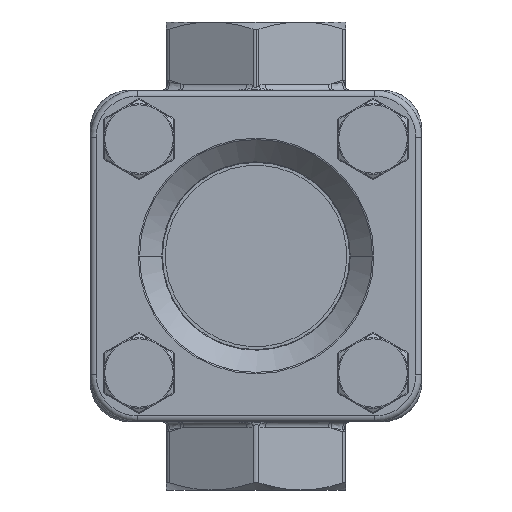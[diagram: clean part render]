
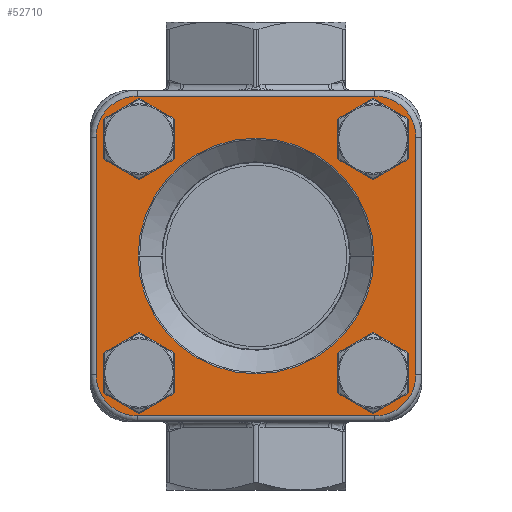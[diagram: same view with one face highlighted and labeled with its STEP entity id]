
A CAD part, front view. The second image highlights one B-rep face of the part: STEP entity #52710.
In plain terms, the highlighted planar face has unit normal (0, -1, 0).
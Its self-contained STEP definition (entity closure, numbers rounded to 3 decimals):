
#52508=CARTESIAN_POINT('',(-30.5,-50.7,-30.5));
#52509=DIRECTION('',(0.,1.,-0.));
#52510=DIRECTION('',(1.,0.,0.));
#52511=AXIS2_PLACEMENT_3D('',#52508,#52509,#52510);
#52512=PLANE('',#52511);
#52513=CARTESIAN_POINT('',(-41.,-50.7,-30.5));
#52514=VERTEX_POINT('',#52513);
#52515=CARTESIAN_POINT('',(-41.,-50.7,30.5));
#52516=VERTEX_POINT('',#52515);
#52517=CARTESIAN_POINT('',(-41.,-50.7,-30.5));
#52518=DIRECTION('',(-0.,0.,1.));
#52519=VECTOR('',#52518,61.);
#52520=LINE('',#52517,#52519);
#52521=EDGE_CURVE('NONE',#52514,#52516,#52520,.T.);
#52522=ORIENTED_EDGE('',*,*,#52521,.F.);
#52523=CARTESIAN_POINT('',(-30.5,-50.7,-41.));
#52524=VERTEX_POINT('',#52523);
#52525=CARTESIAN_POINT('',(-30.5,-50.7,-30.5));
#52526=DIRECTION('',(0.,1.,-0.));
#52527=DIRECTION('',(1.,0.,0.));
#52528=AXIS2_PLACEMENT_3D('',#52525,#52526,#52527);
#52529=CIRCLE('',#52528,10.5);
#52530=EDGE_CURVE('NONE',#52524,#52514,#52529,.T.);
#52531=ORIENTED_EDGE('',*,*,#52530,.F.);
#52532=CARTESIAN_POINT('',(30.5,-50.7,-41.));
#52533=VERTEX_POINT('',#52532);
#52534=CARTESIAN_POINT('',(30.5,-50.7,-41.));
#52535=DIRECTION('',(-1.,-0.,-0.));
#52536=VECTOR('',#52535,61.);
#52537=LINE('',#52534,#52536);
#52538=EDGE_CURVE('NONE',#52533,#52524,#52537,.T.);
#52539=ORIENTED_EDGE('',*,*,#52538,.F.);
#52540=CARTESIAN_POINT('',(41.,-50.7,-30.5));
#52541=VERTEX_POINT('',#52540);
#52542=CARTESIAN_POINT('',(41.,-50.7,-30.5));
#52543=CARTESIAN_POINT('',(41.,-50.7,-30.844));
#52544=CARTESIAN_POINT('',(40.983,-50.7,-31.187));
#52545=CARTESIAN_POINT('',(40.949,-50.7,-31.529));
#52546=CARTESIAN_POINT('',(40.916,-50.7,-31.871));
#52547=CARTESIAN_POINT('',(40.865,-50.7,-32.211));
#52548=CARTESIAN_POINT('',(40.798,-50.7,-32.548));
#52549=CARTESIAN_POINT('',(40.731,-50.7,-32.885));
#52550=CARTESIAN_POINT('',(40.648,-50.7,-33.219));
#52551=CARTESIAN_POINT('',(40.548,-50.7,-33.548));
#52552=CARTESIAN_POINT('',(40.448,-50.7,-33.877));
#52553=CARTESIAN_POINT('',(40.332,-50.7,-34.201));
#52554=CARTESIAN_POINT('',(40.201,-50.7,-34.518));
#52555=CARTESIAN_POINT('',(40.069,-50.7,-34.836));
#52556=CARTESIAN_POINT('',(39.922,-50.7,-35.147));
#52557=CARTESIAN_POINT('',(39.76,-50.7,-35.45));
#52558=CARTESIAN_POINT('',(39.598,-50.7,-35.753));
#52559=CARTESIAN_POINT('',(39.421,-50.7,-36.048));
#52560=CARTESIAN_POINT('',(39.23,-50.7,-36.334));
#52561=CARTESIAN_POINT('',(39.04,-50.7,-36.619));
#52562=CARTESIAN_POINT('',(38.835,-50.7,-36.896));
#52563=CARTESIAN_POINT('',(38.617,-50.7,-37.161));
#52564=CARTESIAN_POINT('',(38.399,-50.7,-37.427));
#52565=CARTESIAN_POINT('',(38.168,-50.7,-37.682));
#52566=CARTESIAN_POINT('',(37.925,-50.7,-37.925));
#52567=CARTESIAN_POINT('',(37.682,-50.7,-38.168));
#52568=CARTESIAN_POINT('',(37.427,-50.7,-38.399));
#52569=CARTESIAN_POINT('',(37.161,-50.7,-38.617));
#52570=CARTESIAN_POINT('',(36.896,-50.7,-38.835));
#52571=CARTESIAN_POINT('',(36.619,-50.7,-39.04));
#52572=CARTESIAN_POINT('',(36.333,-50.7,-39.23));
#52573=CARTESIAN_POINT('',(36.048,-50.7,-39.421));
#52574=CARTESIAN_POINT('',(35.753,-50.7,-39.598));
#52575=CARTESIAN_POINT('',(35.45,-50.7,-39.76));
#52576=CARTESIAN_POINT('',(35.147,-50.7,-39.922));
#52577=CARTESIAN_POINT('',(34.836,-50.7,-40.069));
#52578=CARTESIAN_POINT('',(34.518,-50.7,-40.201));
#52579=CARTESIAN_POINT('',(34.201,-50.7,-40.332));
#52580=CARTESIAN_POINT('',(33.877,-50.7,-40.448));
#52581=CARTESIAN_POINT('',(33.548,-50.7,-40.548));
#52582=CARTESIAN_POINT('',(33.219,-50.7,-40.648));
#52583=CARTESIAN_POINT('',(32.885,-50.7,-40.731));
#52584=CARTESIAN_POINT('',(32.548,-50.7,-40.798));
#52585=CARTESIAN_POINT('',(32.211,-50.7,-40.865));
#52586=CARTESIAN_POINT('',(31.871,-50.7,-40.916));
#52587=CARTESIAN_POINT('',(31.529,-50.7,-40.949));
#52588=CARTESIAN_POINT('',(31.187,-50.7,-40.983));
#52589=CARTESIAN_POINT('',(30.844,-50.7,-41.));
#52590=CARTESIAN_POINT('',(30.5,-50.7,-41.));
#52591=B_SPLINE_CURVE_WITH_KNOTS('',3,(#52542,#52543,#52544,#52545,#52546,#52547,#52548,#52549,#52550,#52551,#52552,#52553,#52554,#52555,#52556,#52557,#52558,#52559,#52560,#52561,#52562,#52563,#52564,#52565,#52566,#52567,
#52568,#52569,#52570,#52571,#52572,#52573,#52574,#52575,#52576,#52577,#52578,#52579,#52580,#52581,#52582,#52583,#52584,#52585,#52586,#52587,#52588,#52589,#52590),.UNSPECIFIED.,.F.,.F.,(4,3,3,3,3,3,3,3,3,3,3,3,3,3,3,3,4),(0.,5.625,11.25,16.875,22.5,28.125,33.75,39.375,45.,50.625,56.25,61.875,67.5,73.125,78.75,84.375,90.),.UNSPECIFIED.);
#52592=EDGE_CURVE('NONE',#52541,#52533,#52591,.T.);
#52593=ORIENTED_EDGE('',*,*,#52592,.F.);
#52594=CARTESIAN_POINT('',(41.,-50.7,30.5));
#52595=VERTEX_POINT('',#52594);
#52596=CARTESIAN_POINT('',(41.,-50.7,30.5));
#52597=DIRECTION('',(0.,-0.,-1.));
#52598=VECTOR('',#52597,61.);
#52599=LINE('',#52596,#52598);
#52600=EDGE_CURVE('NONE',#52595,#52541,#52599,.T.);
#52601=ORIENTED_EDGE('',*,*,#52600,.F.);
#52602=CARTESIAN_POINT('',(30.5,-50.7,41.));
#52603=VERTEX_POINT('',#52602);
#52604=CARTESIAN_POINT('',(30.5,-50.7,30.5));
#52605=DIRECTION('',(0.,1.,-0.));
#52606=DIRECTION('',(1.,0.,0.));
#52607=AXIS2_PLACEMENT_3D('',#52604,#52605,#52606);
#52608=CIRCLE('',#52607,10.5);
#52609=EDGE_CURVE('NONE',#52603,#52595,#52608,.T.);
#52610=ORIENTED_EDGE('',*,*,#52609,.F.);
#52611=CARTESIAN_POINT('',(-30.5,-50.7,41.));
#52612=VERTEX_POINT('',#52611);
#52613=CARTESIAN_POINT('',(-30.5,-50.7,41.));
#52614=DIRECTION('',(1.,0.,0.));
#52615=VECTOR('',#52614,61.);
#52616=LINE('',#52613,#52615);
#52617=EDGE_CURVE('NONE',#52612,#52603,#52616,.T.);
#52618=ORIENTED_EDGE('',*,*,#52617,.F.);
#52619=CARTESIAN_POINT('',(-30.5,-50.7,30.5));
#52620=DIRECTION('',(0.,1.,-0.));
#52621=DIRECTION('',(1.,0.,0.));
#52622=AXIS2_PLACEMENT_3D('',#52619,#52620,#52621);
#52623=CIRCLE('',#52622,10.5);
#52624=EDGE_CURVE('NONE',#52516,#52612,#52623,.T.);
#52625=ORIENTED_EDGE('',*,*,#52624,.F.);
#52626=EDGE_LOOP('',(#52522,#52531,#52539,#52593,#52601,#52610,#52618,#52625));
#52627=FACE_BOUND('',#52626,.T.);
#52628=CARTESIAN_POINT('',(37.,-50.7,30.));
#52629=VERTEX_POINT('',#52628);
#52630=CARTESIAN_POINT('',(23.,-50.7,30.));
#52631=VERTEX_POINT('',#52630);
#52632=CARTESIAN_POINT('',(30.,-50.7,30.));
#52633=DIRECTION('',(0.,-1.,0.));
#52634=DIRECTION('',(0.,-0.,-1.));
#52635=AXIS2_PLACEMENT_3D('',#52632,#52633,#52634);
#52636=CIRCLE('',#52635,7.);
#52637=EDGE_CURVE('NONE',#52629,#52631,#52636,.T.);
#52638=ORIENTED_EDGE('',*,*,#52637,.F.);
#52639=CARTESIAN_POINT('',(30.,-50.7,30.));
#52640=DIRECTION('',(0.,-1.,0.));
#52641=DIRECTION('',(0.,-0.,-1.));
#52642=AXIS2_PLACEMENT_3D('',#52639,#52640,#52641);
#52643=CIRCLE('',#52642,7.);
#52644=EDGE_CURVE('NONE',#52631,#52629,#52643,.T.);
#52645=ORIENTED_EDGE('',*,*,#52644,.F.);
#52646=EDGE_LOOP('',(#52638,#52645));
#52647=FACE_BOUND('',#52646,.T.);
#52648=CARTESIAN_POINT('',(-23.,-50.7,30.));
#52649=VERTEX_POINT('',#52648);
#52650=CARTESIAN_POINT('',(-30.,-50.7,30.));
#52651=DIRECTION('',(0.,-1.,0.));
#52652=DIRECTION('',(0.,-0.,-1.));
#52653=AXIS2_PLACEMENT_3D('',#52650,#52651,#52652);
#52654=CIRCLE('',#52653,7.);
#52655=EDGE_CURVE('NONE',#52649,#52649,#52654,.T.);
#52656=ORIENTED_EDGE('',*,*,#52655,.F.);
#52657=EDGE_LOOP('',(#52656));
#52658=FACE_BOUND('',#52657,.T.);
#52659=CARTESIAN_POINT('',(-23.,-50.7,-30.));
#52660=VERTEX_POINT('',#52659);
#52661=CARTESIAN_POINT('',(-37.,-50.7,-30.));
#52662=VERTEX_POINT('',#52661);
#52663=CARTESIAN_POINT('',(-30.,-50.7,-30.));
#52664=DIRECTION('',(0.,-1.,0.));
#52665=DIRECTION('',(0.,-0.,-1.));
#52666=AXIS2_PLACEMENT_3D('',#52663,#52664,#52665);
#52667=CIRCLE('',#52666,7.);
#52668=EDGE_CURVE('NONE',#52660,#52662,#52667,.T.);
#52669=ORIENTED_EDGE('',*,*,#52668,.F.);
#52670=CARTESIAN_POINT('',(-30.,-50.7,-30.));
#52671=DIRECTION('',(0.,-1.,0.));
#52672=DIRECTION('',(0.,-0.,-1.));
#52673=AXIS2_PLACEMENT_3D('',#52670,#52671,#52672);
#52674=CIRCLE('',#52673,7.);
#52675=EDGE_CURVE('NONE',#52662,#52660,#52674,.T.);
#52676=ORIENTED_EDGE('',*,*,#52675,.F.);
#52677=EDGE_LOOP('',(#52669,#52676));
#52678=FACE_BOUND('',#52677,.T.);
#52679=CARTESIAN_POINT('',(37.,-50.7,-30.));
#52680=VERTEX_POINT('',#52679);
#52681=CARTESIAN_POINT('',(30.,-50.7,-30.));
#52682=DIRECTION('',(0.,-1.,0.));
#52683=DIRECTION('',(0.,-0.,-1.));
#52684=AXIS2_PLACEMENT_3D('',#52681,#52682,#52683);
#52685=CIRCLE('',#52684,7.);
#52686=EDGE_CURVE('NONE',#52680,#52680,#52685,.T.);
#52687=ORIENTED_EDGE('',*,*,#52686,.F.);
#52688=EDGE_LOOP('',(#52687));
#52689=FACE_BOUND('',#52688,.T.);
#52690=CARTESIAN_POINT('',(30.207,-50.7,0.));
#52691=VERTEX_POINT('',#52690);
#52692=CARTESIAN_POINT('',(-30.207,-50.7,0.));
#52693=VERTEX_POINT('',#52692);
#52694=CARTESIAN_POINT('',(0.,-50.7,0.));
#52695=DIRECTION('',(-0.,-1.,0.));
#52696=DIRECTION('',(1.,0.,0.));
#52697=AXIS2_PLACEMENT_3D('',#52694,#52695,#52696);
#52698=CIRCLE('',#52697,30.207);
#52699=EDGE_CURVE('NONE',#52691,#52693,#52698,.T.);
#52700=ORIENTED_EDGE('',*,*,#52699,.F.);
#52701=CARTESIAN_POINT('',(0.,-50.7,0.));
#52702=DIRECTION('',(-0.,-1.,0.));
#52703=DIRECTION('',(1.,0.,0.));
#52704=AXIS2_PLACEMENT_3D('',#52701,#52702,#52703);
#52705=CIRCLE('',#52704,30.207);
#52706=EDGE_CURVE('NONE',#52693,#52691,#52705,.T.);
#52707=ORIENTED_EDGE('',*,*,#52706,.F.);
#52708=EDGE_LOOP('',(#52700,#52707));
#52709=FACE_BOUND('',#52708,.T.);
#52710=ADVANCED_FACE('',(#52627,#52647,#52658,#52678,#52689,#52709),#52512,.F.);
